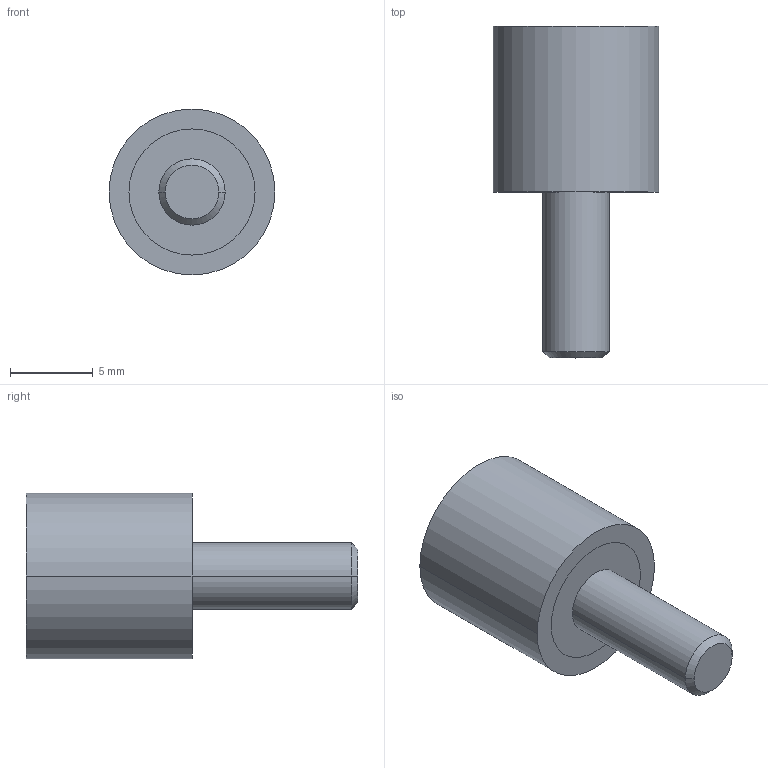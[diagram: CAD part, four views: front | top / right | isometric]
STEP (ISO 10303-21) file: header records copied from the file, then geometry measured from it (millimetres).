
FILE_DESCRIPTION(('STEP AP214'),'1');
FILE_NAME(' ',' ',('TraceParts'),('TraceParts S.A.'),'XStep 1.0',' ',' ');
FILE_SCHEMA(('automotive_design'));
Length unit declared in the file: millimetre
Products named in the file (3): 1; 2; 3
Bounding box: 10 x 20 x 10 mm (x, y, z)
Volume: 868.1 mm3; surface area: 1116 mm2
Topology: 3 solids, 3 shells, 40 faces, 76 edges, 47 vertices
Faces by surface type: cylinder 20, plane 12, cone 8
Entity records: 1979 total; most frequent: DIRECTION 206, CARTESIAN_POINT 164, STYLED_ITEM 161, PRESENTATION_STYLE_ASSIGNMENT 161, COLOUR_RGB 161, ORIENTED_EDGE 148, AXIS2_PLACEMENT_3D 89, EDGE_CURVE 74
